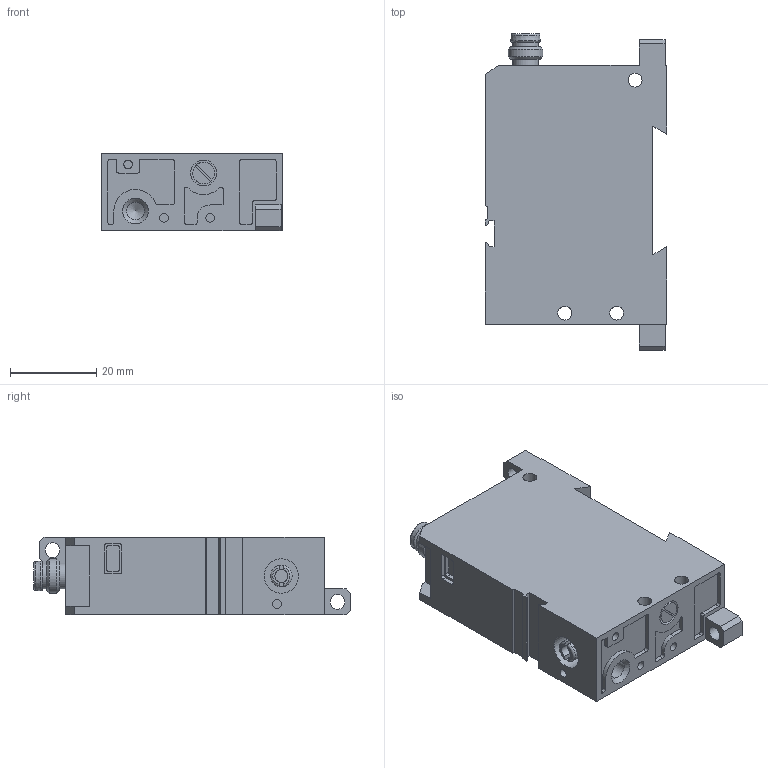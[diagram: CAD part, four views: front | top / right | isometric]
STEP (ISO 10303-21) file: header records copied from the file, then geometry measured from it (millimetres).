
FILE_DESCRIPTION(/* description */ ('STEP AP214'),/* implementation_level */ '2;1');
FILE_NAME(/* name */ '152617_VPEV-W-S-LED-GH',/* time_stamp */ '2024-09-17T02:20:49+02:00',/* author */ ('License CC BY-ND 4.0'),/* organization */ ('CADENAS'),/* preprocessor_version */ 'ST-DEVELOPER v19.3',/* originating_system */ 'PARTsolutions',/* authorisation */ ' ');
FILE_SCHEMA (('AUTOMOTIVE_DESIGN {1 0 10303 214 3 1 1}'));
Length unit declared in the file: millimetre
Products named in the file (1): 152617 VPEV-W-S-LED-GH
Bounding box: 42 x 73.4 x 18 mm (x, y, z)
Volume: 42776.6 mm3; surface area: 10493.1 mm2
Topology: 1 solids, 1 shells, 153 faces, 397 edges, 263 vertices
Faces by surface type: plane 98, cylinder 46, cone 5, torus 4
Full cylindrical faces by diameter (mm): 2 x4, 3 x1, 3.2 x3, 3.4 x2, 4.134 x1, 5 x2, 6 x3, 8 x2
Entity records: 4569 total; most frequent: CARTESIAN_POINT 792, DIRECTION 781, ORIENTED_EDGE 734, EDGE_CURVE 367, AXIS2_PLACEMENT_3D 264, VERTEX_POINT 259, LINE 253, VECTOR 253
